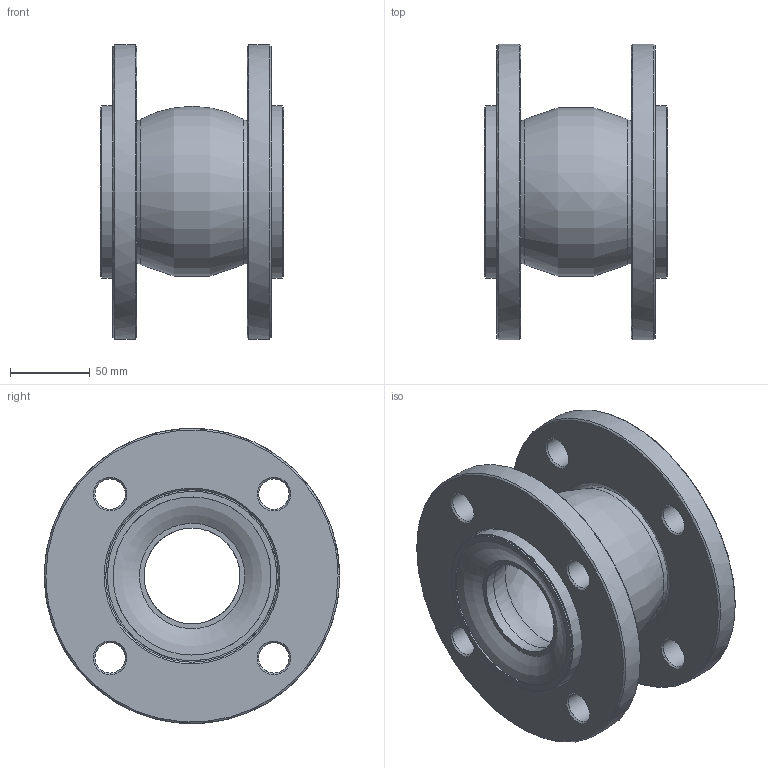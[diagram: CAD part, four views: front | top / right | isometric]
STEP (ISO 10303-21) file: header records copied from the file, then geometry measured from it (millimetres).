
FILE_DESCRIPTION(('HOOPS Exchange Step'),'2;1');
FILE_NAME('KP01_DN65.stp','2025-12-08T09:51:37+01:00',('nieru'),('Unknown organisation'),'HOOPS Exchange 2024.2','HOOPS Exchange','Unknown authorisation');
FILE_SCHEMA( ('AP203_CONFIGURATION_CONTROLLED_3D_DESIGN_OF_MECHANICAL_PARTS_AND_ASSEMBLIES_MIM_LF') );
Length unit declared in the file: millimetre
Products named in the file (3): 0; root
Assembly tree (2 placements, depth 3):
  root
    0
      0
Bounding box: 115 x 185 x 184.73 mm (x, y, z)
Volume: 971759.1 mm3; surface area: 190070.5 mm2
Topology: 3 solids, 3 shells, 78 faces, 241 edges, 177 vertices
Faces by surface type: cone 24, cylinder 18, plane 14, bspline 13, torus 9
Full cylindrical faces by diameter (mm): 19 x8, 60 x2, 88.065 x2, 185 x2
Entity records: 27887 total; most frequent: CARTESIAN_POINT 25813, ORIENTED_EDGE 482, DIRECTION 308, EDGE_CURVE 241, VERTEX_POINT 177, B_SPLINE_CURVE_WITH_KNOTS 132, AXIS2_PLACEMENT_3D 130, EDGE_LOOP 108
